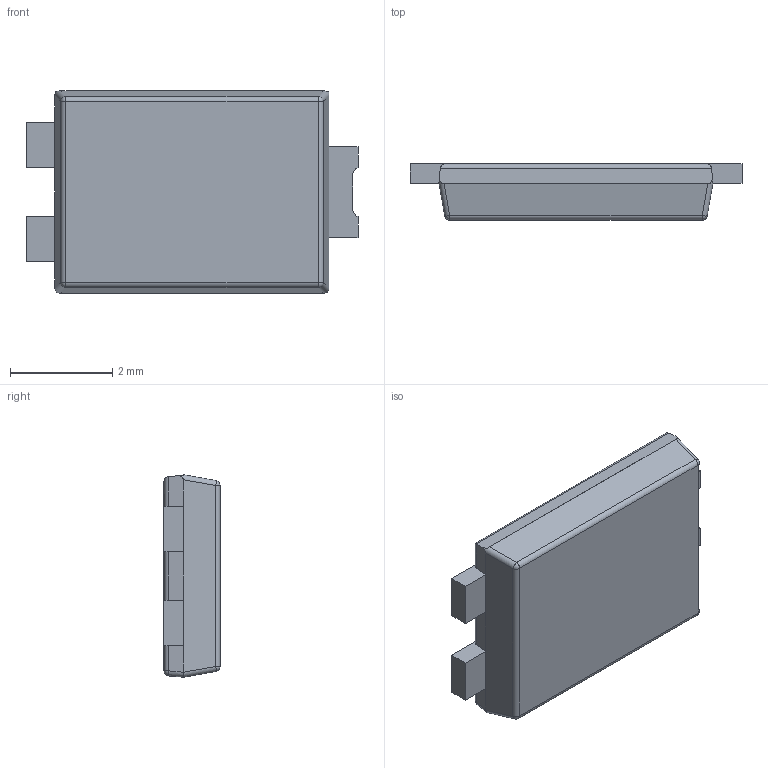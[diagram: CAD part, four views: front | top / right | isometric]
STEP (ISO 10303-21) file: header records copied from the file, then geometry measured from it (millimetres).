
FILE_DESCRIPTION(/* description */ ('Unknown'),/* implementation_level */ '2;1');
FILE_NAME(/* name */ 'PD-5',/* time_stamp */ '2018-01-30T14:56:42+08:00',/* author */ ('Unknown'),/* organization */ ('Unknown'),/* preprocessor_version */ 'ST-DEVELOPER v16.7',/* originating_system */ 'DEX',/* authorisation */ $);
FILE_SCHEMA (('AUTOMOTIVE_DESIGN {1 0 10303 214 3 1 1}'));
Length unit declared in the file: millimetre
Products named in the file (4): PD-5; PD-5 compound; PD-5 LF_0; PD-5 LF
Assembly tree (3 placements, depth 2):
  PD-5
    PD-5 compound
    PD-5 LF_0
    PD-5 LF
Bounding box: 6.51 x 1.1 x 3.97 mm (x, y, z)
Volume: 23.2 mm3; surface area: 113.2 mm2
Topology: 3 solids, 3 shells, 141 faces, 391 edges, 254 vertices
Faces by surface type: plane 84, cylinder 51, sphere 6
Entity records: 4619 total; most frequent: CARTESIAN_POINT 820, DIRECTION 789, ORIENTED_EDGE 782, EDGE_CURVE 391, LINE 263, VECTOR 263, AXIS2_PLACEMENT_3D 263, VERTEX_POINT 254
